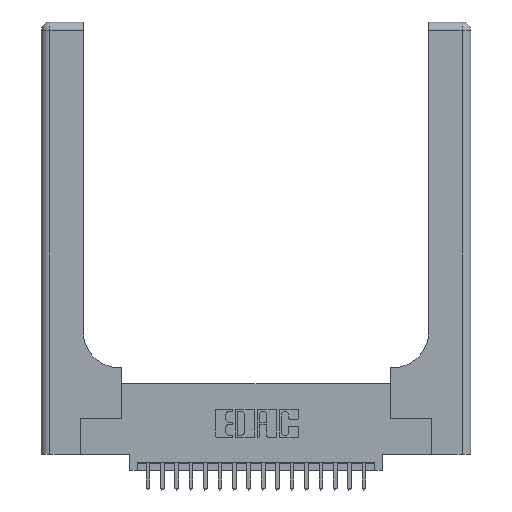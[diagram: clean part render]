
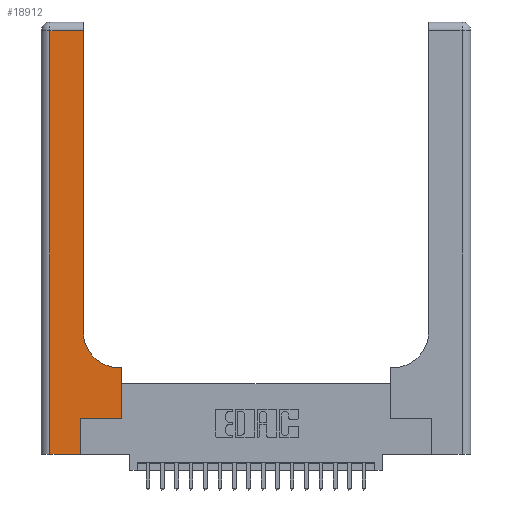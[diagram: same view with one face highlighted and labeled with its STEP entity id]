
A CAD part, top view. The second image highlights one B-rep face of the part: STEP entity #18912.
In plain terms, the highlighted planar face has unit normal (0, 0, 1).
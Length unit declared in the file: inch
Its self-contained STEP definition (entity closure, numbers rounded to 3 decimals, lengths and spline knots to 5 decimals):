
#380 = VERTEX_POINT ( 'NONE', #2409 ) ;
#735 = EDGE_CURVE ( 'NONE', #380, #16880, #15865, .T. ) ;
#1228 = DIRECTION ( 'NONE',  ( 0., -1., 0. ) ) ;
#1421 = CARTESIAN_POINT ( 'NONE',  ( 0.06, 3., 0.37 ) ) ;
#1452 = ORIENTED_EDGE ( 'NONE', *, *, #3897, .T. ) ;
#2052 = CARTESIAN_POINT ( 'NONE',  ( 0.5415, 0.85, 0.37 ) ) ;
#2091 = VERTEX_POINT ( 'NONE', #10785 ) ;
#2344 = LINE ( 'NONE', #12487, #19331 ) ;
#2409 = CARTESIAN_POINT ( 'NONE',  ( 0.5585, 0.6, 0.37 ) ) ;
#3031 = EDGE_CURVE ( 'NONE', #17971, #7481, #20510, .T. ) ;
#3189 = DIRECTION ( 'NONE',  ( 0., 1., 0. ) ) ;
#3525 = ORIENTED_EDGE ( 'NONE', *, *, #3031, .T. ) ;
#3729 = DIRECTION ( 'NONE',  ( 1., 0., 0. ) ) ;
#3897 = EDGE_CURVE ( 'NONE', #2091, #380, #13284, .T. ) ;
#4228 = AXIS2_PLACEMENT_3D ( 'NONE', #2052, #13584, #3729 ) ;
#4530 = VERTEX_POINT ( 'NONE', #21141 ) ;
#4546 = PLANE ( 'NONE',  #7995 ) ;
#5722 = CARTESIAN_POINT ( 'NONE',  ( 0.2915, 3., 0.37 ) ) ;
#6225 = DIRECTION ( 'NONE',  ( 0., 0., -1. ) ) ;
#6337 = CIRCLE ( 'NONE', #4228, 0.25 ) ;
#6693 = CARTESIAN_POINT ( 'NONE',  ( 0.06, 2.94, 0.37 ) ) ;
#6900 = ORIENTED_EDGE ( 'NONE', *, *, #14339, .T. ) ;
#7430 = LINE ( 'NONE', #14126, #15625 ) ;
#7481 = VERTEX_POINT ( 'NONE', #13226 ) ;
#7549 = LINE ( 'NONE', #19645, #9876 ) ;
#7697 = ORIENTED_EDGE ( 'NONE', *, *, #14053, .T. ) ;
#7995 = AXIS2_PLACEMENT_3D ( 'NONE', #20917, #6225, #17690 ) ;
#8350 = EDGE_CURVE ( 'NONE', #15534, #2091, #18021, .T. ) ;
#8916 = CARTESIAN_POINT ( 'NONE',  ( 0.269, 0.25, 0.37 ) ) ;
#9876 = VECTOR ( 'NONE', #21299, 39.37008 ) ;
#9921 = VERTEX_POINT ( 'NONE', #20964 ) ;
#10568 = DIRECTION ( 'NONE',  ( 1., 0., 0. ) ) ;
#10785 = CARTESIAN_POINT ( 'NONE',  ( 0.5585, 0.25, 0.37 ) ) ;
#10890 = EDGE_CURVE ( 'NONE', #9921, #21305, #13794, .T. ) ;
#11200 = CARTESIAN_POINT ( 'NONE',  ( 0.2915, 0.6, 0.37 ) ) ;
#11802 = CARTESIAN_POINT ( 'NONE',  ( 0.2915, 2.94, 0.37 ) ) ;
#12477 = DIRECTION ( 'NONE',  ( 1., 0., 0. ) ) ;
#12487 = CARTESIAN_POINT ( 'NONE',  ( 0.269, 0., 0.37 ) ) ;
#12640 = CARTESIAN_POINT ( 'NONE',  ( 0.5415, 0.6, 0.37 ) ) ;
#13063 = CARTESIAN_POINT ( 'NONE',  ( 0.5585, 0.25, 0.37 ) ) ;
#13226 = CARTESIAN_POINT ( 'NONE',  ( 0.06, 0., 0.37 ) ) ;
#13284 = LINE ( 'NONE', #13063, #14318 ) ;
#13584 = DIRECTION ( 'NONE',  ( 0., 0., -1. ) ) ;
#13641 = VECTOR ( 'NONE', #10568, 39.37008 ) ;
#13794 = LINE ( 'NONE', #5722, #17638 ) ;
#13832 = ORIENTED_EDGE ( 'NONE', *, *, #18288, .T. ) ;
#14053 = EDGE_CURVE ( 'NONE', #4530, #15534, #2344, .T. ) ;
#14126 = CARTESIAN_POINT ( 'NONE',  ( 0., 0., 0.37 ) ) ;
#14135 = DIRECTION ( 'NONE',  ( 0., 1., 0. ) ) ;
#14318 = VECTOR ( 'NONE', #3189, 39.37008 ) ;
#14339 = EDGE_CURVE ( 'NONE', #21305, #17971, #7549, .T. ) ;
#15534 = VERTEX_POINT ( 'NONE', #18355 ) ;
#15625 = VECTOR ( 'NONE', #12477, 39.37008 ) ;
#15865 = LINE ( 'NONE', #11200, #20244 ) ;
#16157 = ORIENTED_EDGE ( 'NONE', *, *, #735, .T. ) ;
#16880 = VERTEX_POINT ( 'NONE', #12640 ) ;
#16897 = ORIENTED_EDGE ( 'NONE', *, *, #8350, .T. ) ;
#17632 = EDGE_LOOP ( 'NONE', ( #17932, #6900, #3525, #13832, #7697, #16897, #1452, #16157, #21040 ) ) ;
#17638 = VECTOR ( 'NONE', #18822, 39.37008 ) ;
#17690 = DIRECTION ( 'NONE',  ( -1., 0., 0. ) ) ;
#17932 = ORIENTED_EDGE ( 'NONE', *, *, #10890, .T. ) ;
#17971 = VERTEX_POINT ( 'NONE', #6693 ) ;
#18021 = LINE ( 'NONE', #8916, #13641 ) ;
#18288 = EDGE_CURVE ( 'NONE', #7481, #4530, #7430, .T. ) ;
#18355 = CARTESIAN_POINT ( 'NONE',  ( 0.269, 0.25, 0.37 ) ) ;
#18822 = DIRECTION ( 'NONE',  ( 0., 1., 0. ) ) ;
#18877 = DIRECTION ( 'NONE',  ( -1., 0., 0. ) ) ;
#18912 = ADVANCED_FACE ( 'NONE', ( #20213 ), #4546, .F. ) ;
#19278 = EDGE_CURVE ( 'NONE', #16880, #9921, #6337, .T. ) ;
#19331 = VECTOR ( 'NONE', #14135, 39.37008 ) ;
#19645 = CARTESIAN_POINT ( 'NONE',  ( 0., 2.94, 0.37 ) ) ;
#20007 = VECTOR ( 'NONE', #1228, 39.37008 ) ;
#20213 = FACE_OUTER_BOUND ( 'NONE', #17632, .T. ) ;
#20244 = VECTOR ( 'NONE', #18877, 39.37008 ) ;
#20510 = LINE ( 'NONE', #1421, #20007 ) ;
#20917 = CARTESIAN_POINT ( 'NONE',  ( 0., 3., 0.37 ) ) ;
#20964 = CARTESIAN_POINT ( 'NONE',  ( 0.2915, 0.85, 0.37 ) ) ;
#21040 = ORIENTED_EDGE ( 'NONE', *, *, #19278, .T. ) ;
#21141 = CARTESIAN_POINT ( 'NONE',  ( 0.269, 0., 0.37 ) ) ;
#21299 = DIRECTION ( 'NONE',  ( -1., 0., 0. ) ) ;
#21305 = VERTEX_POINT ( 'NONE', #11802 ) ;
